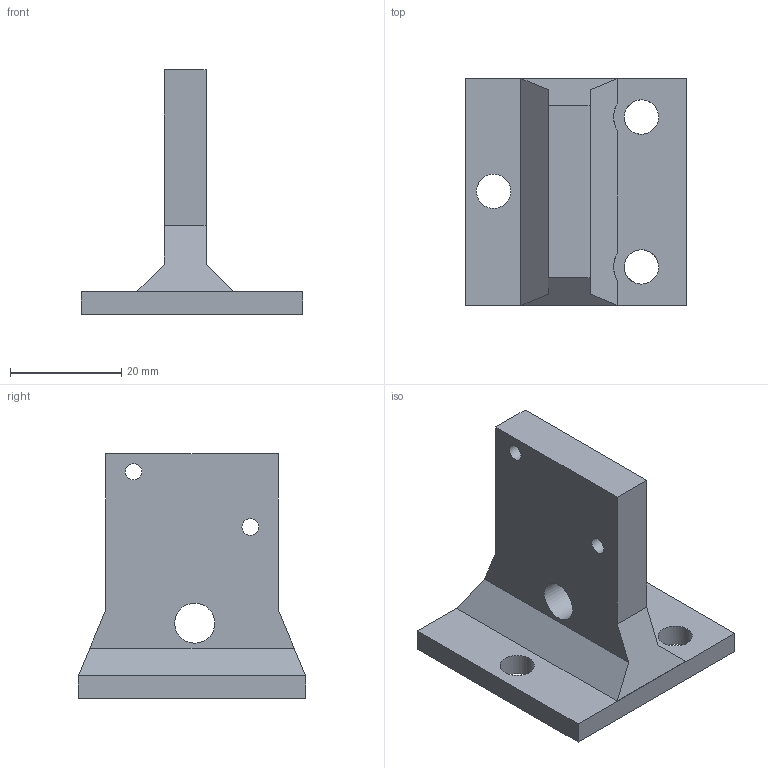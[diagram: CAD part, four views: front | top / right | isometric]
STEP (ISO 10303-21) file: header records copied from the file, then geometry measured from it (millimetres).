
FILE_DESCRIPTION(/* description */ (''),/* implementation_level */ '2;1');
FILE_NAME(/* name */ 'Big Endstops vertical v4.stp',/* time_stamp */ '2017-06-05T07:32:09-03:00',/* author */ (''),/* organization */ (''),/* preprocessor_version */ 'ST-DEVELOPER v16.13',/* originating_system */ 'Autodesk Translation Framework v6.1.1.50',/* authorisation */ '');
FILE_SCHEMA (('AUTOMOTIVE_DESIGN { 1 0 10303 214 3 1 1 }'));
Length unit declared in the file: millimetre
Products named in the file (1): Big Endstops vertical v4
Bounding box: 39.95 x 41 x 44 mm (x, y, z)
Volume: 16513.3 mm3; surface area: 7125 mm2
Topology: 1 solids, 1 shells, 26 faces, 72 edges, 48 vertices
Faces by surface type: plane 18, cylinder 8
Full cylindrical faces by diameter (mm): 2.963 x1, 3 x1, 6.2 x3, 7.211 x1
Entity records: 812 total; most frequent: CARTESIAN_POINT 133, DIRECTION 132, ORIENTED_EDGE 124, EDGE_CURVE 62, LINE 46, VECTOR 46, EDGE_LOOP 44, VERTEX_POINT 44
